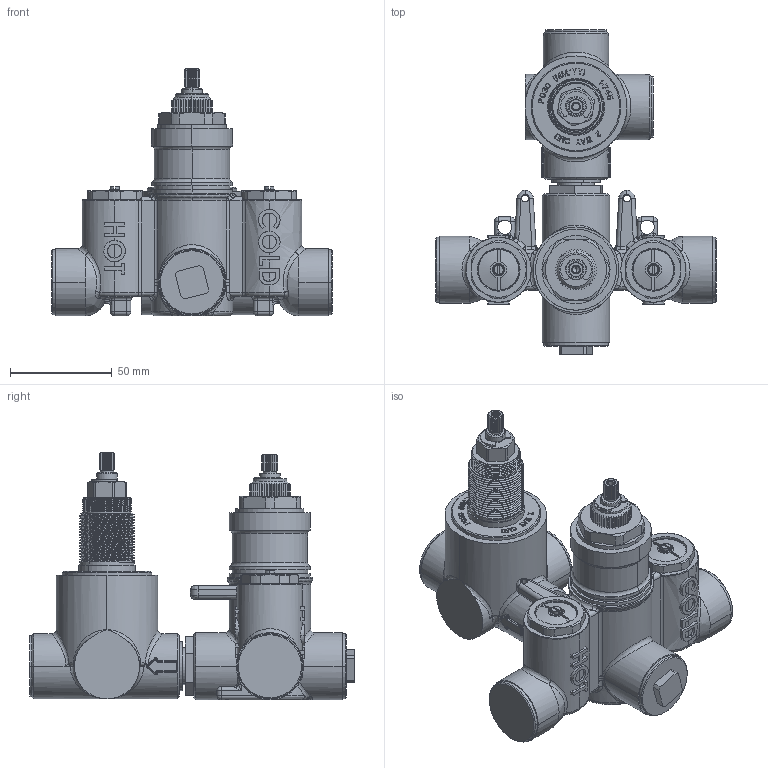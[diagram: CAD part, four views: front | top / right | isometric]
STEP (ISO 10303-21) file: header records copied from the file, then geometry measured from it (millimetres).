
FILE_DESCRIPTION((''),'2;1');
FILE_NAME('DEFAULT_REP_SW0001','2021-10-14T12:44:12',('jinson.thomas'),(''),'CREO PARAMETRIC BY PTC INC, 2018400','CREO PARAMETRIC BY PTC INC, 2018400','');
FILE_SCHEMA(('CONFIG_CONTROL_DESIGN'));
Length unit declared in the file: inch
Products named in the file (1): DEFAULT_REP_SW0001
Bounding box: 138 x 159.5 x 121.7 mm (x, y, z)
Volume: 460239 mm3; surface area: 65276.1 mm2
Topology: 1 solids, 3 shells, 1888 faces, 5036 edges, 3164 vertices
Faces by surface type: plane 940, cylinder 395, bspline 333, cone 124, torus 56, sphere 40
Entity records: 108066 total; most frequent: CARTESIAN_POINT 64346, ORIENTED_EDGE 9960, DIRECTION 7692, EDGE_CURVE 4980, VERTEX_POINT 3164, VECTOR 2708, LINE 2708, AXIS2_PLACEMENT_3D 2492
